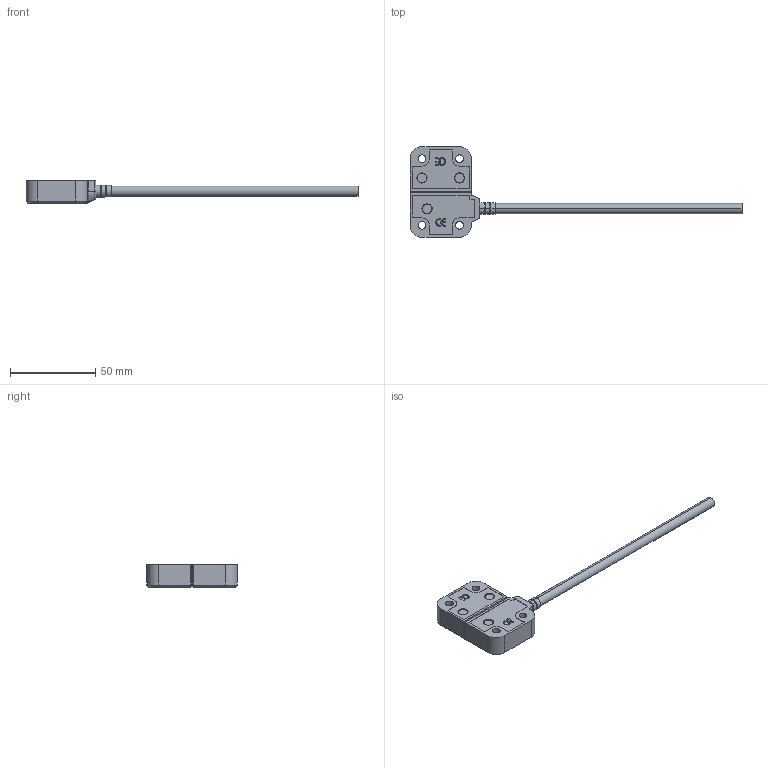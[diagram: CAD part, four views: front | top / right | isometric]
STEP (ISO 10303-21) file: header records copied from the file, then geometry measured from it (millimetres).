
FILE_DESCRIPTION (( 'STEP AP214' ), '1' );
FILE_NAME ('MPR-114005.step', '2017-09-27T16:46:32', ( '' ), ( '' ), 'SwSTEP 2.0', 'SolidWorks 2017', '' );
FILE_SCHEMA (( 'AUTOMOTIVE_DESIGN' ));
Length unit declared in the file: inch
Products named in the file (3): MPR-114005_2; MPR-114005_1; MPR-114005
Assembly tree (2 placements, depth 2):
  MPR-114005
    MPR-114005_1
    MPR-114005_2
Bounding box: 194.52 x 53 x 13.4 mm (x, y, z)
Volume: 17350 mm3; surface area: 19077.9 mm2
Topology: 9 solids, 9 shells, 1110 faces, 2856 edges, 1791 vertices
Faces by surface type: plane 486, cylinder 325, bspline 263, cone 36
Entity records: 42578 total; most frequent: CARTESIAN_POINT 17106, ORIENTED_EDGE 5648, DIRECTION 4689, EDGE_CURVE 2824, VERTEX_POINT 1791, VECTOR 1669, LINE 1669, AXIS2_PLACEMENT_3D 1510
